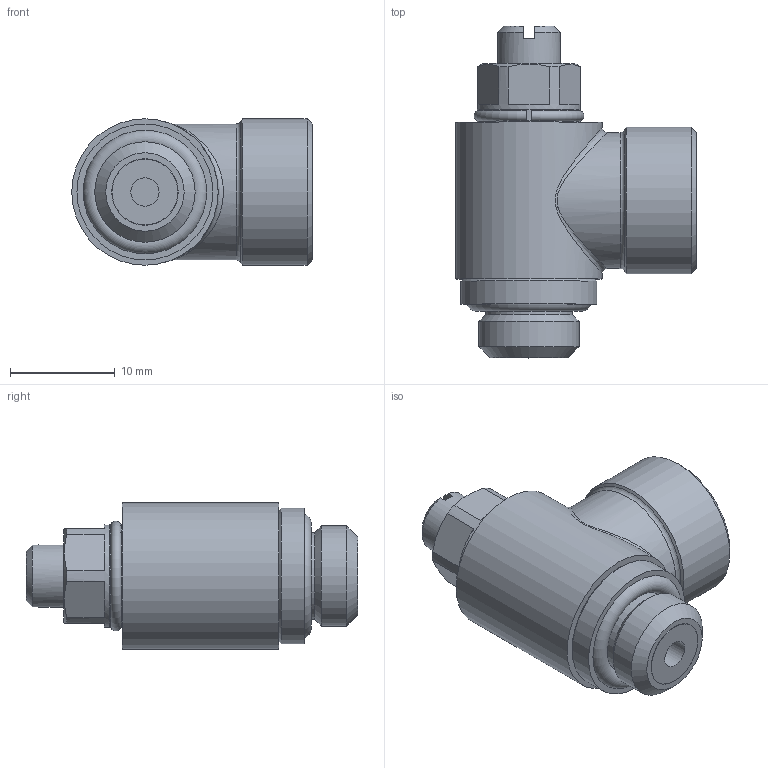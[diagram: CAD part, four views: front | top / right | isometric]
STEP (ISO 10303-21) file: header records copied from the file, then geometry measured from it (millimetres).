
FILE_DESCRIPTION((''),'2;1');
FILE_NAME('MV181818RAV.stp','2022-08-09T10:17:33',('RL'),(''),'Autodesk Inventor 2012','Autodesk Inventor 2012','');
FILE_SCHEMA(('AUTOMOTIVE_DESIGN { 1 0 10303 214 1 1 1 1 }'));
Length unit declared in the file: millimetre
Products named in the file (1): MV181818RAV
Bounding box: 23 x 31.74 x 14 mm (x, y, z)
Volume: 4251.4 mm3; surface area: 2883 mm2
Topology: 1 solids, 2 shells, 70 faces, 162 edges, 106 vertices
Faces by surface type: plane 32, cylinder 17, cone 15, torus 4, bspline 2
Full cylindrical faces by diameter (mm): 2.7 x1, 6 x2, 8.3 x1, 8.566 x1, 8.75 x1, 9.6 x1, 9.85 x2, 10.453 x3, 10.9 x1, 13 x2, 14 x2
Entity records: 3467 total; most frequent: CARTESIAN_POINT 2024, DIRECTION 298, ORIENTED_EDGE 244, AXIS2_PLACEMENT_3D 135, EDGE_CURVE 122, EDGE_LOOP 118, VERTEX_POINT 98, FACE_OUTER_BOUND 70
